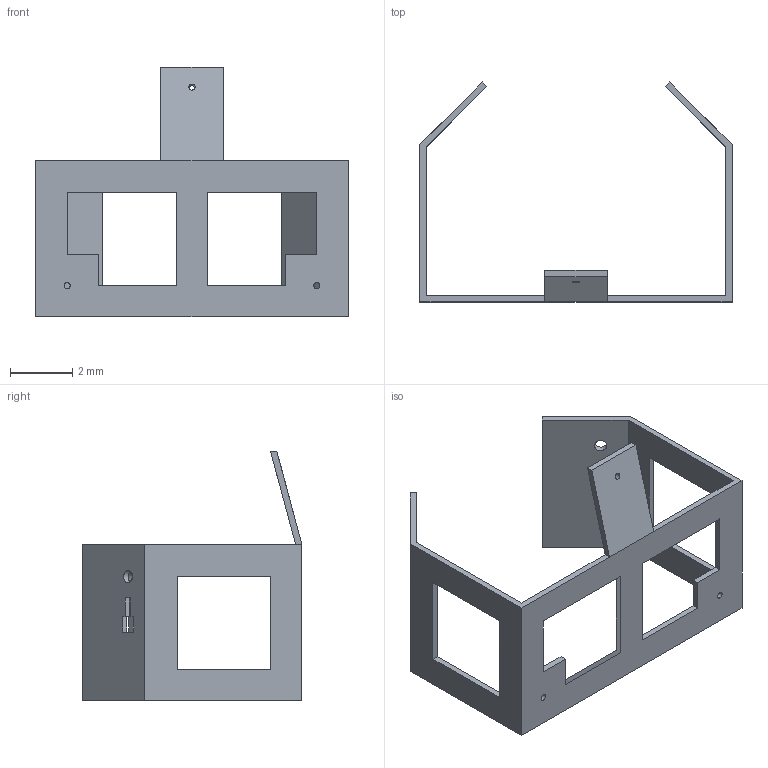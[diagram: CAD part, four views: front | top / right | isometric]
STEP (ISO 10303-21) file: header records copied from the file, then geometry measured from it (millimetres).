
FILE_DESCRIPTION(('Open CASCADE Model'),'2;1');
FILE_NAME('Open CASCADE Shape Model','2020-04-18T10:18:47',('Author'),( 'Open CASCADE'),'Open CASCADE STEP processor 7.3','Open CASCADE 7.3' ,'Unknown');
FILE_SCHEMA(('AUTOMOTIVE_DESIGN { 1 0 10303 214 1 1 1 1 }'));
Length unit declared in the file: millimetre
Products named in the file (227): Open CASCADE STEP translator 7.3 1; Open CASCADE STEP translator 7.3 2; Open CASCADE STEP translator 7.3 3; Open CASCADE STEP translator 7.3 4; Open CASCADE STEP translator 7.3 5; Open CASCADE STEP translator 7.3 6; Open CASCADE STEP translator 7.3 7; Open CASCADE STEP translator 7.3 8; Open CASCADE STEP translator 7.3 9; Open CASCADE STEP translator 7.3 10; Open CASCADE STEP translator 7.3 11; Open CASCADE STEP translator 7.3 12; Open CASCADE STEP translator 7.3 13; Open CASCADE STEP translator 7.3 14; Open CASCADE STEP translator 7.3 15; Open CASCADE STEP translator 7.3 16; Open CASCADE STEP translator 7.3 17; Open CASCADE STEP translator 7.3 18; Open CASCADE STEP translator 7.3 19; Open CASCADE STEP translator 7.3 20; Open CASCADE STEP translator 7.3 21; Open CASCADE STEP translator 7.3 22; Open CASCADE STEP translator 7.3 23; Open CASCADE STEP translator 7.3 24; Open CASCADE STEP translator 7.3 25; Open CASCADE STEP translator 7.3 26; Open CASCADE STEP translator 7.3 27; Open CASCADE STEP translator 7.3 28; Open CASCADE STEP translator 7.3 29; Open CASCADE STEP translator 7.3 30; Open CASCADE STEP translator 7.3 31; Open CASCADE STEP translator 7.3 32; Open CASCADE STEP translator 7.3 33; Open CASCADE STEP translator 7.3 34; Open CASCADE STEP translator 7.3 35; Open CASCADE STEP translator 7.3 36; Open CASCADE STEP translator 7.3 37; Open CASCADE STEP translator 7.3 38; Open CASCADE STEP translator 7.3 39; Open CASCADE STEP translator 7.3 40 ...
Bounding box: 10 x 7.04 x 8 mm (x, y, z)
Surface area: 212.6 mm2 (no closed solid volume)
Topology: 0 solids, 60 shells, 60 faces, 504 edges, 656 vertices
Faces by surface type: plane 55, bspline 5
Entity records: 9155 total; most frequent: CARTESIAN_POINT 1856, DIRECTION 756, LINE 644, VECTOR 644, ORIENTED_EDGE 342, PCURVE 342, DEFINITIONAL_REPRESENTATION 342, EDGE_CURVE 337
